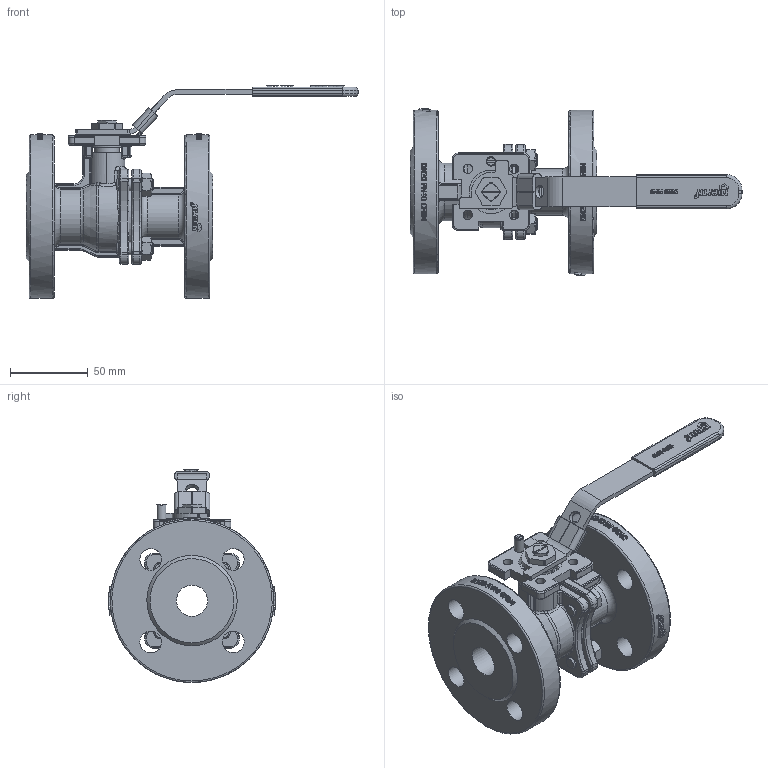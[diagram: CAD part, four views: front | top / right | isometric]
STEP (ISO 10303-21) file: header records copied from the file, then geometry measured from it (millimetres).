
FILE_DESCRIPTION(('HOOPS Exchange Step'),'2;1');
FILE_NAME('FK0600_DN20.stp','2025-08-04T13:19:34+02:00',('nieru'),('Unknown organisation'),'HOOPS Exchange 2024.2','HOOPS Exchange','Unknown authorisation');
FILE_SCHEMA( ('AP203_CONFIGURATION_CONTROLLED_3D_DESIGN_OF_MECHANICAL_PARTS_AND_ASSEMBLIES_MIM_LF') );
Length unit declared in the file: millimetre
Products named in the file (2): 0; root
Assembly tree (1 placements, depth 2):
  root
    0
Bounding box: 213.2 x 107.14 x 136.7 mm (x, y, z)
Volume: 397998.9 mm3; surface area: 96349.1 mm2
Topology: 1 solids, 1 shells, 1636 faces, 4447 edges, 2910 vertices
Faces by surface type: bspline 592, plane 547, cylinder 380, torus 82, cone 23, sphere 12
Full cylindrical faces by diameter (mm): 4.134 x1, 6 x5, 8 x13, 8.5 x4, 14 x8, 16 x1, 20 x3, 23 x1, 28 x1, 46 x1, 105 x2
Entity records: 109359 total; most frequent: CARTESIAN_POINT 73673, ORIENTED_EDGE 8878, DIRECTION 4661, EDGE_CURVE 4439, VERTEX_POINT 2909, B_SPLINE_CURVE_WITH_KNOTS 2260, EDGE_LOOP 1782, FACE_BOUND 1782
